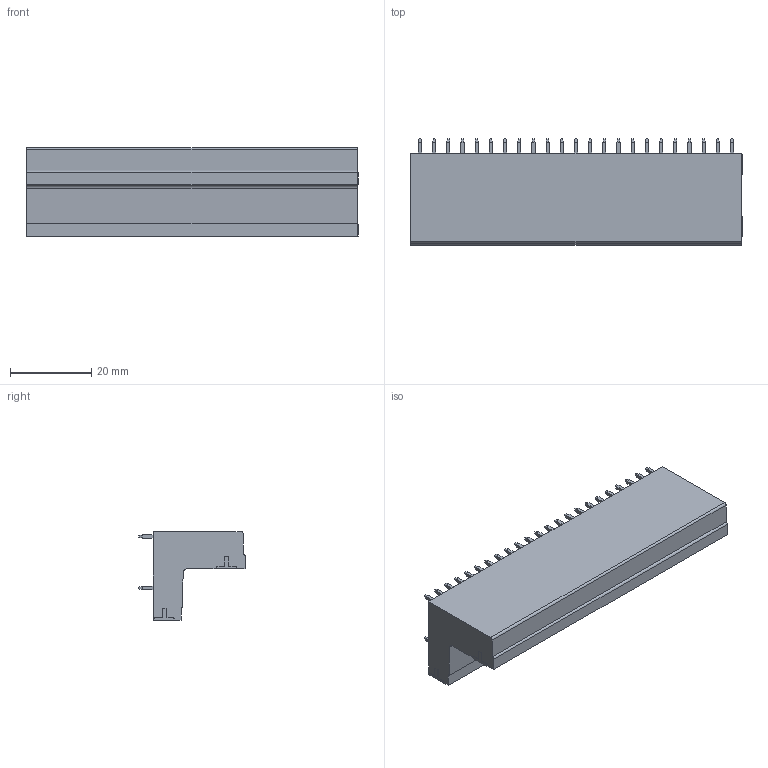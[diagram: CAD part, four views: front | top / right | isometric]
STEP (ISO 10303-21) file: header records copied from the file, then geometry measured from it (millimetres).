
FILE_DESCRIPTION((''),'2;1');
FILE_NAME('TLPHDC-005R-XXP','2024-09-23T15:10:18',('sheji109'),(''),'CREO PARAMETRIC BY PTC INC, 2018100','CREO PARAMETRIC BY PTC INC, 2018100','');
FILE_SCHEMA(('CONFIG_CONTROL_DESIGN'));
Products named in the file (1): TLPHDC-005R-XXP
Bounding box: 81.9 x 26.2 x 21.9 mm (x, y, z)
Volume: 19255.2 mm3; surface area: 17041.6 mm2
Topology: 1 solids, 1 shells, 3512 faces, 9472 edges, 6146 vertices
Faces by surface type: plane 2481, cylinder 709, cone 230, torus 92
Entity records: 109352 total; most frequent: CARTESIAN_POINT 20556, ORIENTED_EDGE 18944, DIRECTION 17776, EDGE_CURVE 9472, VECTOR 7272, LINE 7272, VERTEX_POINT 6146, AXIS2_PLACEMENT_3D 5252
